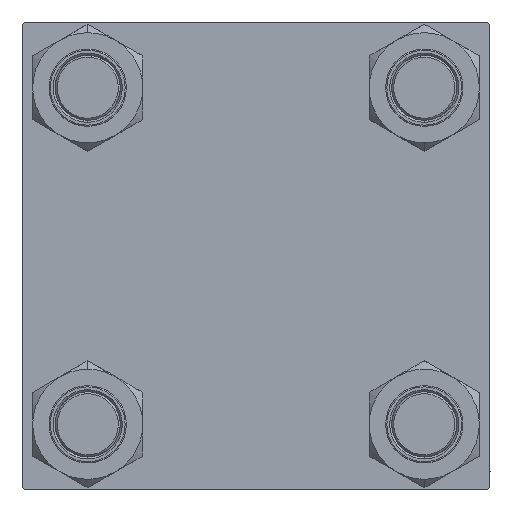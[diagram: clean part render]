
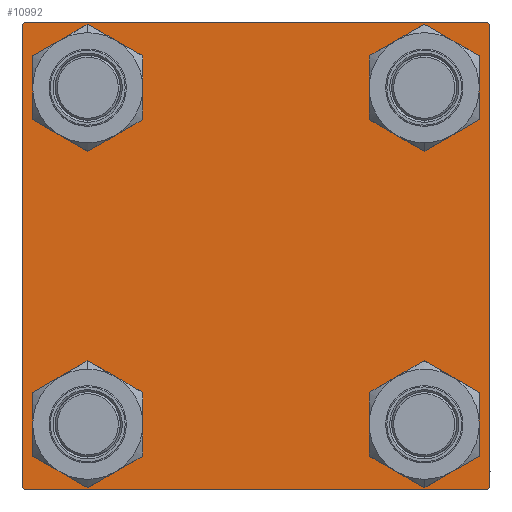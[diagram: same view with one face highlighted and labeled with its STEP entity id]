
A CAD part, left-side view. The second image highlights one B-rep face of the part: STEP entity #10992.
In plain terms, the highlighted planar face has unit normal (-1, 0, 0).
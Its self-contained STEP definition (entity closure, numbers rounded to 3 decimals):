
#395 = ORIENTED_EDGE ( 'NONE', *, *, #22236, .T. ) ;
#722 = EDGE_CURVE ( 'NONE', #11764, #37002, #7611, .T. ) ;
#1791 = VECTOR ( 'NONE', #11024, 1000. ) ;
#1915 = VERTEX_POINT ( 'NONE', #37031 ) ;
#2212 = VERTEX_POINT ( 'NONE', #36218 ) ;
#2343 = CARTESIAN_POINT ( 'NONE',  ( 0., -41.35, 41.35 ) ) ;
#2581 = VERTEX_POINT ( 'NONE', #12790 ) ;
#2894 = EDGE_CURVE ( 'NONE', #7256, #37002, #31480, .T. ) ;
#2900 = LINE ( 'NONE', #26516, #48787 ) ;
#4172 = DIRECTION ( 'NONE',  ( -1., 0., 0. ) ) ;
#5373 = EDGE_LOOP ( 'NONE', ( #14270, #30974 ) ) ;
#5568 = CARTESIAN_POINT ( 'NONE',  ( 0., 41.35, -32.85 ) ) ;
#5903 = LINE ( 'NONE', #25914, #12185 ) ;
#6098 = ORIENTED_EDGE ( 'NONE', *, *, #49615, .F. ) ;
#6511 = CIRCLE ( 'NONE', #19655, 8.5 ) ;
#7077 = LINE ( 'NONE', #43021, #41774 ) ;
#7120 = DIRECTION ( 'NONE',  ( 1., 0., 0. ) ) ;
#7256 = VERTEX_POINT ( 'NONE', #43522 ) ;
#7373 = VERTEX_POINT ( 'NONE', #8334 ) ;
#7509 = EDGE_CURVE ( 'NONE', #32989, #1915, #27829, .T. ) ;
#7597 = ORIENTED_EDGE ( 'NONE', *, *, #2894, .F. ) ;
#7611 = LINE ( 'NONE', #8348, #23503 ) ;
#7724 = DIRECTION ( 'NONE',  ( 0., 0., 1. ) ) ;
#8243 = FACE_BOUND ( 'NONE', #5373, .T. ) ;
#8334 = CARTESIAN_POINT ( 'NONE',  ( 0., -57.5, -57. ) ) ;
#8348 = CARTESIAN_POINT ( 'NONE',  ( 0., -57.25, 57.25 ) ) ;
#9952 = DIRECTION ( 'NONE',  ( 0., 0., 1. ) ) ;
#10370 = DIRECTION ( 'NONE',  ( 0., 0., 1. ) ) ;
#10707 = ORIENTED_EDGE ( 'NONE', *, *, #722, .T. ) ;
#10748 = DIRECTION ( 'NONE',  ( 0., 0., 1. ) ) ;
#10992 = ADVANCED_FACE ( 'NONE', ( #8243, #16975, #43433, #24925, #23915 ), #47800, .T. ) ;
#11024 = DIRECTION ( 'NONE',  ( 0., -1., 0. ) ) ;
#11215 = CIRCLE ( 'NONE', #46477, 8.5 ) ;
#11441 = VERTEX_POINT ( 'NONE', #50796 ) ;
#11591 = DIRECTION ( 'NONE',  ( 1., 0., 0. ) ) ;
#11764 = VERTEX_POINT ( 'NONE', #13825 ) ;
#11801 = EDGE_CURVE ( 'NONE', #11441, #2581, #6511, .T. ) ;
#11826 = AXIS2_PLACEMENT_3D ( 'NONE', #49900, #29849, #50159 ) ;
#11987 = CARTESIAN_POINT ( 'NONE',  ( 0., 57.5, 57.5 ) ) ;
#12185 = VECTOR ( 'NONE', #21563, 1000. ) ;
#12203 = EDGE_CURVE ( 'NONE', #48347, #50290, #7077, .T. ) ;
#12361 = CARTESIAN_POINT ( 'NONE',  ( 0., 0., 0. ) ) ;
#12606 = DIRECTION ( 'NONE',  ( 0., 0., 1. ) ) ;
#12790 = CARTESIAN_POINT ( 'NONE',  ( 0., -41.35, -49.85 ) ) ;
#13825 = CARTESIAN_POINT ( 'NONE',  ( 0., -57.5, 57. ) ) ;
#14065 = AXIS2_PLACEMENT_3D ( 'NONE', #31084, #11591, #7724 ) ;
#14222 = AXIS2_PLACEMENT_3D ( 'NONE', #48954, #33017, #34048 ) ;
#14270 = ORIENTED_EDGE ( 'NONE', *, *, #45486, .T. ) ;
#14280 = EDGE_LOOP ( 'NONE', ( #34585, #38701 ) ) ;
#14819 = ORIENTED_EDGE ( 'NONE', *, *, #40216, .T. ) ;
#14878 = LINE ( 'NONE', #34889, #1791 ) ;
#15520 = AXIS2_PLACEMENT_3D ( 'NONE', #17814, #45538, #10370 ) ;
#15951 = CARTESIAN_POINT ( 'NONE',  ( 0., 57.5, 57. ) ) ;
#16339 = DIRECTION ( 'NONE',  ( 0., -1., 0. ) ) ;
#16419 = EDGE_LOOP ( 'NONE', ( #24249, #34487, #35355, #14819, #6098, #10707, #7597, #44756 ) ) ;
#16975 = FACE_BOUND ( 'NONE', #27442, .T. ) ;
#17080 = EDGE_CURVE ( 'NONE', #2581, #11441, #43608, .T. ) ;
#17814 = CARTESIAN_POINT ( 'NONE',  ( 0., 41.35, 41.35 ) ) ;
#18261 = DIRECTION ( 'NONE',  ( 0., 0., 1. ) ) ;
#19655 = AXIS2_PLACEMENT_3D ( 'NONE', #37180, #26395, #42064 ) ;
#19710 = CARTESIAN_POINT ( 'NONE',  ( 0., -41.35, 32.85 ) ) ;
#20520 = AXIS2_PLACEMENT_3D ( 'NONE', #12361, #4172, #12606 ) ;
#21092 = AXIS2_PLACEMENT_3D ( 'NONE', #2343, #49611, #18261 ) ;
#21254 = ORIENTED_EDGE ( 'NONE', *, *, #11801, .T. ) ;
#21563 = DIRECTION ( 'NONE',  ( 0., -0.707, -0.707 ) ) ;
#21644 = EDGE_CURVE ( 'NONE', #25331, #33632, #37239, .T. ) ;
#22236 = EDGE_CURVE ( 'NONE', #44926, #2212, #43017, .T. ) ;
#22804 = CARTESIAN_POINT ( 'NONE',  ( 0., 41.35, -41.35 ) ) ;
#23238 = CIRCLE ( 'NONE', #14222, 8.5 ) ;
#23503 = VECTOR ( 'NONE', #46906, 1000. ) ;
#23508 = DIRECTION ( 'NONE',  ( 0., 0., -1. ) ) ;
#23547 = VERTEX_POINT ( 'NONE', #35213 ) ;
#23915 = FACE_OUTER_BOUND ( 'NONE', #16419, .T. ) ;
#24249 = ORIENTED_EDGE ( 'NONE', *, *, #12203, .T. ) ;
#24790 = VERTEX_POINT ( 'NONE', #32111 ) ;
#24925 = FACE_BOUND ( 'NONE', #14280, .T. ) ;
#25027 = ORIENTED_EDGE ( 'NONE', *, *, #44759, .T. ) ;
#25331 = VERTEX_POINT ( 'NONE', #19710 ) ;
#25914 = CARTESIAN_POINT ( 'NONE',  ( 0., 57.25, -57.25 ) ) ;
#25966 = CARTESIAN_POINT ( 'NONE',  ( 0., -57., 57.5 ) ) ;
#26371 = LINE ( 'NONE', #42035, #44180 ) ;
#26395 = DIRECTION ( 'NONE',  ( 1., 0., 0. ) ) ;
#26516 = CARTESIAN_POINT ( 'NONE',  ( 0., -57.25, -57.25 ) ) ;
#26657 = DIRECTION ( 'NONE',  ( 1., 0., 0. ) ) ;
#27442 = EDGE_LOOP ( 'NONE', ( #21254, #46414 ) ) ;
#27730 = LINE ( 'NONE', #38757, #35720 ) ;
#27829 = CIRCLE ( 'NONE', #15520, 8.5 ) ;
#27978 = DIRECTION ( 'NONE',  ( 0., 0.707, -0.707 ) ) ;
#28055 = EDGE_CURVE ( 'NONE', #24790, #23547, #14878, .T. ) ;
#28466 = CIRCLE ( 'NONE', #21092, 8.5 ) ;
#29849 = DIRECTION ( 'NONE',  ( 1., 0., 0. ) ) ;
#30114 = VECTOR ( 'NONE', #16339, 1000. ) ;
#30974 = ORIENTED_EDGE ( 'NONE', *, *, #21644, .T. ) ;
#31084 = CARTESIAN_POINT ( 'NONE',  ( 0., -41.35, -41.35 ) ) ;
#31480 = LINE ( 'NONE', #11987, #30114 ) ;
#31611 = EDGE_LOOP ( 'NONE', ( #395, #25027 ) ) ;
#31955 = EDGE_CURVE ( 'NONE', #1915, #32989, #23238, .T. ) ;
#32111 = CARTESIAN_POINT ( 'NONE',  ( 0., 57., -57.5 ) ) ;
#32989 = VERTEX_POINT ( 'NONE', #48969 ) ;
#33017 = DIRECTION ( 'NONE',  ( 1., 0., 0. ) ) ;
#33632 = VERTEX_POINT ( 'NONE', #41668 ) ;
#34048 = DIRECTION ( 'NONE',  ( 0., 0., 1. ) ) ;
#34487 = ORIENTED_EDGE ( 'NONE', *, *, #48449, .T. ) ;
#34585 = ORIENTED_EDGE ( 'NONE', *, *, #7509, .T. ) ;
#34889 = CARTESIAN_POINT ( 'NONE',  ( 0., 57.5, -57.5 ) ) ;
#35213 = CARTESIAN_POINT ( 'NONE',  ( 0., -57., -57.5 ) ) ;
#35355 = ORIENTED_EDGE ( 'NONE', *, *, #28055, .T. ) ;
#35720 = VECTOR ( 'NONE', #27978, 1000. ) ;
#36218 = CARTESIAN_POINT ( 'NONE',  ( 0., 41.35, -49.85 ) ) ;
#37002 = VERTEX_POINT ( 'NONE', #25966 ) ;
#37031 = CARTESIAN_POINT ( 'NONE',  ( 0., 41.35, 32.85 ) ) ;
#37180 = CARTESIAN_POINT ( 'NONE',  ( 0., -41.35, -41.35 ) ) ;
#37239 = CIRCLE ( 'NONE', #11826, 8.5 ) ;
#38085 = AXIS2_PLACEMENT_3D ( 'NONE', #42302, #7120, #9952 ) ;
#38701 = ORIENTED_EDGE ( 'NONE', *, *, #31955, .T. ) ;
#38757 = CARTESIAN_POINT ( 'NONE',  ( 0., 57.25, 57.25 ) ) ;
#40216 = EDGE_CURVE ( 'NONE', #23547, #7373, #2900, .T. ) ;
#41668 = CARTESIAN_POINT ( 'NONE',  ( 0., -41.35, 49.85 ) ) ;
#41774 = VECTOR ( 'NONE', #23508, 1000. ) ;
#41776 = DIRECTION ( 'NONE',  ( 0., 0., -1. ) ) ;
#42035 = CARTESIAN_POINT ( 'NONE',  ( 0., -57.5, 57.5 ) ) ;
#42064 = DIRECTION ( 'NONE',  ( 0., 0., 1. ) ) ;
#42146 = EDGE_CURVE ( 'NONE', #7256, #48347, #27730, .T. ) ;
#42302 = CARTESIAN_POINT ( 'NONE',  ( 0., 41.35, -41.35 ) ) ;
#43017 = CIRCLE ( 'NONE', #38085, 8.5 ) ;
#43021 = CARTESIAN_POINT ( 'NONE',  ( 0., 57.5, 57.5 ) ) ;
#43433 = FACE_BOUND ( 'NONE', #31611, .T. ) ;
#43522 = CARTESIAN_POINT ( 'NONE',  ( 0., 57., 57.5 ) ) ;
#43608 = CIRCLE ( 'NONE', #14065, 8.5 ) ;
#44180 = VECTOR ( 'NONE', #41776, 1000. ) ;
#44756 = ORIENTED_EDGE ( 'NONE', *, *, #42146, .T. ) ;
#44759 = EDGE_CURVE ( 'NONE', #2212, #44926, #11215, .T. ) ;
#44926 = VERTEX_POINT ( 'NONE', #5568 ) ;
#45486 = EDGE_CURVE ( 'NONE', #33632, #25331, #28466, .T. ) ;
#45538 = DIRECTION ( 'NONE',  ( 1., 0., 0. ) ) ;
#46414 = ORIENTED_EDGE ( 'NONE', *, *, #17080, .T. ) ;
#46477 = AXIS2_PLACEMENT_3D ( 'NONE', #22804, #26657, #10748 ) ;
#46554 = DIRECTION ( 'NONE',  ( 0., -0.707, 0.707 ) ) ;
#46906 = DIRECTION ( 'NONE',  ( 0., 0.707, 0.707 ) ) ;
#47800 = PLANE ( 'NONE',  #20520 ) ;
#48347 = VERTEX_POINT ( 'NONE', #15951 ) ;
#48449 = EDGE_CURVE ( 'NONE', #50290, #24790, #5903, .T. ) ;
#48787 = VECTOR ( 'NONE', #46554, 1000. ) ;
#48954 = CARTESIAN_POINT ( 'NONE',  ( 0., 41.35, 41.35 ) ) ;
#48969 = CARTESIAN_POINT ( 'NONE',  ( 0., 41.35, 49.85 ) ) ;
#49320 = CARTESIAN_POINT ( 'NONE',  ( 0., 57.5, -57. ) ) ;
#49611 = DIRECTION ( 'NONE',  ( 1., 0., 0. ) ) ;
#49615 = EDGE_CURVE ( 'NONE', #11764, #7373, #26371, .T. ) ;
#49900 = CARTESIAN_POINT ( 'NONE',  ( 0., -41.35, 41.35 ) ) ;
#50159 = DIRECTION ( 'NONE',  ( 0., 0., 1. ) ) ;
#50290 = VERTEX_POINT ( 'NONE', #49320 ) ;
#50796 = CARTESIAN_POINT ( 'NONE',  ( 0., -41.35, -32.85 ) ) ;
